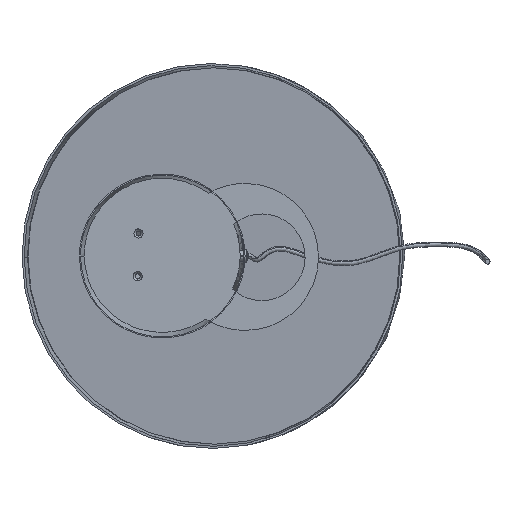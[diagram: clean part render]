
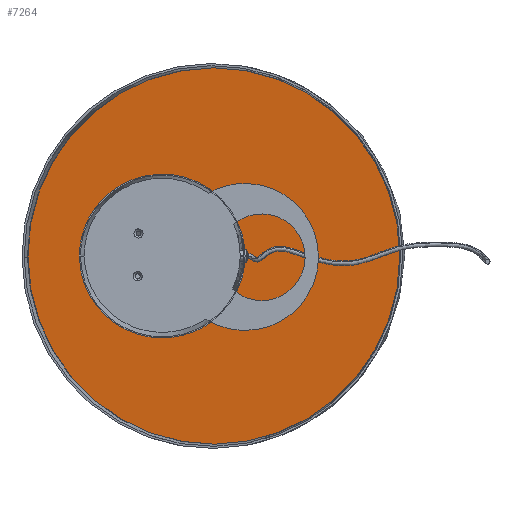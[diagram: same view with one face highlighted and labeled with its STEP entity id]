
A CAD part, front view. The second image highlights one B-rep face of the part: STEP entity #7264.
In plain terms, the highlighted face is planar.
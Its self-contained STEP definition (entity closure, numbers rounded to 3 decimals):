
#35 = EDGE_LOOP ( 'NONE', ( #467, #6610 ) ) ;
#50 = CIRCLE ( 'NONE', #5323, 6.25 ) ;
#423 = CARTESIAN_POINT ( 'NONE',  ( 0., 0., 6.25 ) ) ;
#467 = ORIENTED_EDGE ( 'NONE', *, *, #6844, .T. ) ;
#542 = CARTESIAN_POINT ( 'NONE',  ( 0., 0., 0. ) ) ;
#918 = DIRECTION ( 'NONE',  ( 0., 1., 0. ) ) ;
#1017 = CARTESIAN_POINT ( 'NONE',  ( 0., 0., -6.25 ) ) ;
#1417 = EDGE_LOOP ( 'NONE', ( #4103, #1617 ) ) ;
#1490 = FACE_BOUND ( 'NONE', #35, .T. ) ;
#1566 = AXIS2_PLACEMENT_3D ( 'NONE', #4619, #5312, #4052 ) ;
#1617 = ORIENTED_EDGE ( 'NONE', *, *, #2560, .F. ) ;
#1631 = CARTESIAN_POINT ( 'NONE',  ( 0., 0., 0. ) ) ;
#1693 = DIRECTION ( 'NONE',  ( 0., 1., 0. ) ) ;
#1781 = CIRCLE ( 'NONE', #2272, 6.25 ) ;
#1874 = VERTEX_POINT ( 'NONE', #423 ) ;
#2270 = CARTESIAN_POINT ( 'NONE',  ( 0., 0., 0. ) ) ;
#2272 = AXIS2_PLACEMENT_3D ( 'NONE', #4053, #7018, #2399 ) ;
#2399 = DIRECTION ( 'NONE',  ( 0., 0., 1. ) ) ;
#2560 = EDGE_CURVE ( 'NONE', #3916, #4978, #3039, .T. ) ;
#3039 = CIRCLE ( 'NONE', #3536, 176. ) ;
#3536 = AXIS2_PLACEMENT_3D ( 'NONE', #542, #4076, #5220 ) ;
#3868 = PLANE ( 'NONE',  #4021 ) ;
#3916 = VERTEX_POINT ( 'NONE', #7582 ) ;
#4021 = AXIS2_PLACEMENT_3D ( 'NONE', #1631, #918, #5129 ) ;
#4052 = DIRECTION ( 'NONE',  ( 0., 0., 1. ) ) ;
#4053 = CARTESIAN_POINT ( 'NONE',  ( 0., 0., 0. ) ) ;
#4076 = DIRECTION ( 'NONE',  ( 0., 1., 0. ) ) ;
#4103 = ORIENTED_EDGE ( 'NONE', *, *, #7451, .F. ) ;
#4619 = CARTESIAN_POINT ( 'NONE',  ( 0., 0., 0. ) ) ;
#4901 = DIRECTION ( 'NONE',  ( 0., 0., 1. ) ) ;
#4904 = EDGE_CURVE ( 'NONE', #1874, #5738, #50, .T. ) ;
#4978 = VERTEX_POINT ( 'NONE', #7303 ) ;
#5129 = DIRECTION ( 'NONE',  ( 0., 0., 1. ) ) ;
#5220 = DIRECTION ( 'NONE',  ( 0., 0., 1. ) ) ;
#5312 = DIRECTION ( 'NONE',  ( 0., 1., 0. ) ) ;
#5323 = AXIS2_PLACEMENT_3D ( 'NONE', #2270, #1693, #4901 ) ;
#5738 = VERTEX_POINT ( 'NONE', #1017 ) ;
#6229 = CIRCLE ( 'NONE', #1566, 176. ) ;
#6610 = ORIENTED_EDGE ( 'NONE', *, *, #4904, .T. ) ;
#6844 = EDGE_CURVE ( 'NONE', #5738, #1874, #1781, .T. ) ;
#7018 = DIRECTION ( 'NONE',  ( 0., 1., 0. ) ) ;
#7264 = ADVANCED_FACE ( 'NONE', ( #7405, #1490 ), #3868, .F. ) ;
#7303 = CARTESIAN_POINT ( 'NONE',  ( 0., 0., -176. ) ) ;
#7405 = FACE_OUTER_BOUND ( 'NONE', #1417, .T. ) ;
#7451 = EDGE_CURVE ( 'NONE', #4978, #3916, #6229, .T. ) ;
#7582 = CARTESIAN_POINT ( 'NONE',  ( 0., 0., 176. ) ) ;
